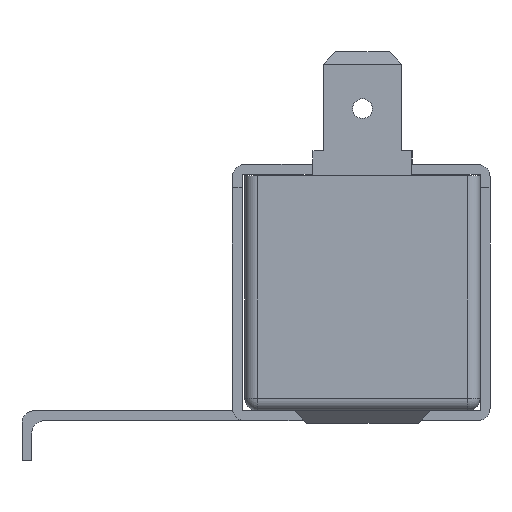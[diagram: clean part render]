
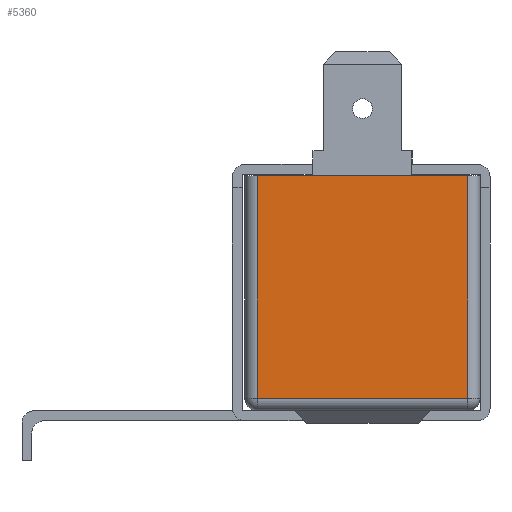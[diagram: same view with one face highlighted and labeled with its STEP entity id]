
A CAD part, left-side view. The second image highlights one B-rep face of the part: STEP entity #5360.
In plain terms, the highlighted planar face has unit normal (-1, 0, 0).
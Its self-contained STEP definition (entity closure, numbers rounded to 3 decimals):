
#126 = DIRECTION ( 'NONE',  ( 0., -1., 0. ) ) ;
#260 = LINE ( 'NONE', #1087, #1156 ) ;
#832 = LINE ( 'NONE', #1210, #3009 ) ;
#923 = CARTESIAN_POINT ( 'NONE',  ( -26.473, -14.442, -2.817 ) ) ;
#1087 = CARTESIAN_POINT ( 'NONE',  ( -26.473, -15.442, -2.817 ) ) ;
#1150 = CARTESIAN_POINT ( 'NONE',  ( -26.473, -15.442, 15.183 ) ) ;
#1156 = VECTOR ( 'NONE', #2846, 1000. ) ;
#1159 = EDGE_CURVE ( 'NONE', #5220, #4668, #260, .T. ) ;
#1210 = CARTESIAN_POINT ( 'NONE',  ( -26.473, 2.558, 15.183 ) ) ;
#1317 = CARTESIAN_POINT ( 'NONE',  ( -26.473, 2.558, 15.183 ) ) ;
#1445 = CARTESIAN_POINT ( 'NONE',  ( -26.473, 2.558, -2.817 ) ) ;
#1514 = ORIENTED_EDGE ( 'NONE', *, *, #4280, .F. ) ;
#1572 = VERTEX_POINT ( 'NONE', #3088 ) ;
#1664 = LINE ( 'NONE', #2293, #2663 ) ;
#2190 = ORIENTED_EDGE ( 'NONE', *, *, #1159, .T. ) ;
#2252 = ORIENTED_EDGE ( 'NONE', *, *, #4456, .T. ) ;
#2293 = CARTESIAN_POINT ( 'NONE',  ( -26.473, -15.442, 15.183 ) ) ;
#2450 = DIRECTION ( 'NONE',  ( 1., 0., 0. ) ) ;
#2542 = EDGE_CURVE ( 'NONE', #4668, #1572, #3794, .T. ) ;
#2663 = VECTOR ( 'NONE', #126, 1000. ) ;
#2846 = DIRECTION ( 'NONE',  ( 0., -1., 0. ) ) ;
#3009 = VECTOR ( 'NONE', #5149, 1000. ) ;
#3088 = CARTESIAN_POINT ( 'NONE',  ( -26.473, -14.442, 15.183 ) ) ;
#3556 = CARTESIAN_POINT ( 'NONE',  ( -26.473, -14.442, 15.183 ) ) ;
#3575 = DIRECTION ( 'NONE',  ( 0., 0., 1. ) ) ;
#3645 = VECTOR ( 'NONE', #3575, 1000. ) ;
#3695 = FACE_OUTER_BOUND ( 'NONE', #5157, .T. ) ;
#3794 = LINE ( 'NONE', #3556, #3645 ) ;
#4280 = EDGE_CURVE ( 'NONE', #5688, #1572, #1664, .T. ) ;
#4456 = EDGE_CURVE ( 'NONE', #5688, #5220, #832, .T. ) ;
#4668 = VERTEX_POINT ( 'NONE', #923 ) ;
#5097 = PLANE ( 'NONE',  #5410 ) ;
#5149 = DIRECTION ( 'NONE',  ( 0., 0., -1. ) ) ;
#5157 = EDGE_LOOP ( 'NONE', ( #1514, #2252, #2190, #5634 ) ) ;
#5220 = VERTEX_POINT ( 'NONE', #1445 ) ;
#5360 = ADVANCED_FACE ( 'NONE', ( #3695 ), #5097, .F. ) ;
#5410 = AXIS2_PLACEMENT_3D ( 'NONE', #1150, #2450, #5544 ) ;
#5544 = DIRECTION ( 'NONE',  ( 0., 0., -1. ) ) ;
#5634 = ORIENTED_EDGE ( 'NONE', *, *, #2542, .T. ) ;
#5688 = VERTEX_POINT ( 'NONE', #1317 ) ;
